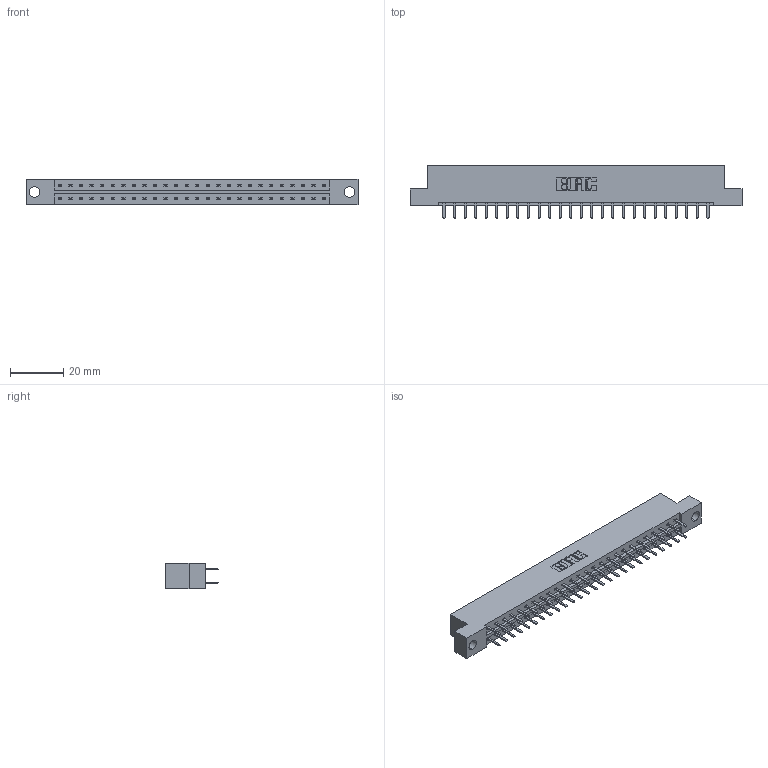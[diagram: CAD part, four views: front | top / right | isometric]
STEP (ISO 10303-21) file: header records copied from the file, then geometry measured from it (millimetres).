
FILE_DESCRIPTION (( 'STEP AP203' ), '1' );
FILE_NAME ('833-052-520-204.STEP', '2020-06-04T18:40:52', ( '' ), ( '' ), 'SwSTEP 2.0', 'SolidWorks 2020', '' );
FILE_SCHEMA (( 'CONFIG_CONTROL_DESIGN' ));
Length unit declared in the file: inch
Products named in the file (3): 833-052-520-204; 833 Part_Flush - .156 Dia - TH; 345-292-001_345-293-120
Assembly tree (53 placements, depth 2):
  833-052-520-204
    833 Part_Flush - .156 Dia - TH
    345-292-001_345-293-120  x52
Bounding box: 124.56 x 20.02 x 9.4 mm (x, y, z)
Volume: 12456.7 mm3; surface area: 14293.9 mm2
Topology: 53 solids, 53 shells, 3026 faces, 8787 edges, 5718 vertices
Faces by surface type: plane 2046, cylinder 980
Entity records: 18913 total; most frequent: CARTESIAN_POINT 3166, ORIENTED_EDGE 3090, DIRECTION 2721, EDGE_CURVE 1545, LINE 1413, VECTOR 1413, VERTEX_POINT 1026, AXIS2_PLACEMENT_3D 654
